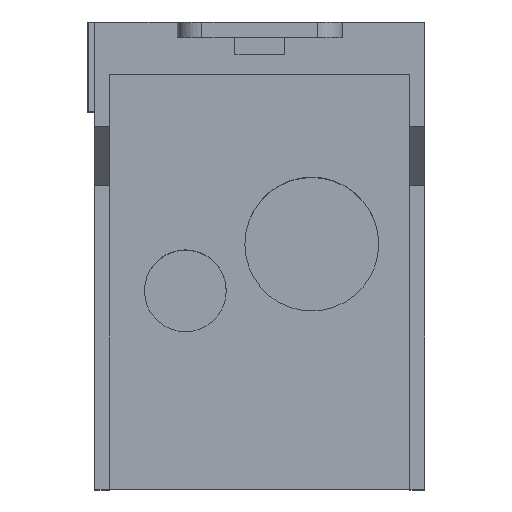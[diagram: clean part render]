
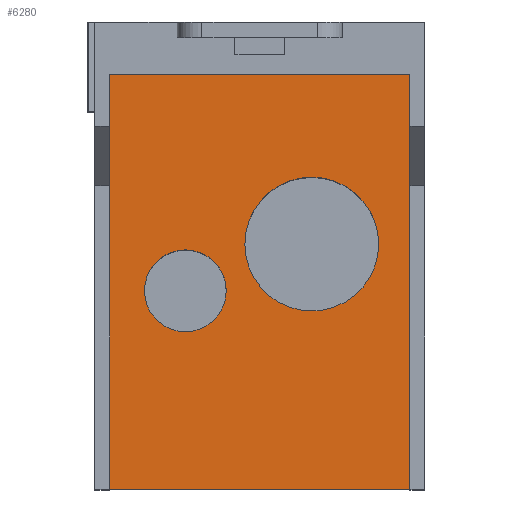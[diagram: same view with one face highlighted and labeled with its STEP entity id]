
A CAD part, top view. The second image highlights one B-rep face of the part: STEP entity #6280.
In plain terms, the highlighted planar face has unit normal (0, 0, 1).
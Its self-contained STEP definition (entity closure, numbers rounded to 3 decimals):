
#4050=CARTESIAN_POINT('POINT257',(20.32,-37.884,37.602
   ));
#4051=VERTEX_POINT('VERTEX257',#4050);
#4058=CARTESIAN_POINT('POINT258',(-2.54,-37.884,37.602
   ));
#4059=VERTEX_POINT('VERTEX258',#4058);
#4060=CARTESIAN_POINT('POS492',(8.89,-37.884,37.602));
#4061=DIRECTION('DIR669',(0.,0.,-1.));
#4062=DIRECTION('DIR670',(1.,0.,0.));
#4063=AXIS2_PLACEMENT_3D('AXIS178',#4060,#4061,#4062);
#4064=CIRCLE('ELLIPSE43',#4063,11.43);
#4065=EDGE_CURVE('EDGE371',#4059,#4051,#4064,.T.);
#4085=EDGE_CURVE('EDGE373',#4051,#4059,#4064,.T.);
#4090=CARTESIAN_POINT('POINT259',(-5.715,-45.86,
   37.602));
#4091=VERTEX_POINT('VERTEX259',#4090);
#4098=CARTESIAN_POINT('POINT260',(-19.685,-45.86,
   37.602));
#4099=VERTEX_POINT('VERTEX260',#4098);
#4100=CARTESIAN_POINT('POS496',(-12.7,-45.86,37.602))
   ;
#4101=DIRECTION('DIR675',(0.,0.,-1.));
#4102=DIRECTION('DIR676',(1.,0.,0.));
#4103=AXIS2_PLACEMENT_3D('AXIS180',#4100,#4101,#4102);
#4104=CIRCLE('ELLIPSE44',#4103,6.985);
#4105=EDGE_CURVE('EDGE375',#4099,#4091,#4104,.T.);
#4125=EDGE_CURVE('EDGE377',#4091,#4099,#4104,.T.);
#5502=CARTESIAN_POINT('POINT347',(25.654,-8.89,37.602))
   ;
#5503=VERTEX_POINT('VERTEX347',#5502);
#5511=CARTESIAN_POINT('POINT348',(-25.654,-8.89,37.602)
   );
#5512=VERTEX_POINT('VERTEX348',#5511);
#5519=CARTESIAN_POINT('POS654',(0.,-8.89,37.602));
#5520=DIRECTION('DIR875',(1.,0.,0.));
#5521=VECTOR('VEC433',#5520,25.4);
#5522=LINE('STRAIGHT433',#5519,#5521);
#5523=EDGE_CURVE('EDGE516',#5512,#5503,#5522,.T.);
#6242=ORIENTED_EDGE('COEDGE999',*,*,#4125,.T.);
#6243=ORIENTED_EDGE('COEDGE1000',*,*,#4105,.T.);
#6244=EDGE_LOOP('NONE',(#6242,#6243));
#6245=FACE_BOUND('LOOP1',#6244,.T.);
#6246=ORIENTED_EDGE('COEDGE1001',*,*,#4085,.T.);
#6247=ORIENTED_EDGE('COEDGE1002',*,*,#4065,.T.);
#6248=EDGE_LOOP('NONE',(#6246,#6247));
#6249=FACE_BOUND('LOOP1',#6248,.T.);
#6250=CARTESIAN_POINT('POINT407',(25.654,-79.756,37.602
   ));
#6251=VERTEX_POINT('VERTEX407',#6250);
#6252=CARTESIAN_POINT('POS724',(25.654,-44.323,37.602))
   ;
#6253=DIRECTION('DIR974',(0.,-1.,0.));
#6254=VECTOR('VEC474',#6253,25.4);
#6255=LINE('STRAIGHT474',#6252,#6254);
#6256=EDGE_CURVE('EDGE575',#5503,#6251,#6255,.T.);
#6257=ORIENTED_EDGE('COEDGE1003',*,*,#6256,.F.);
#6258=ORIENTED_EDGE('COEDGE1004',*,*,#5523,.F.);
#6259=CARTESIAN_POINT('POINT408',(-25.654,-79.756,
   37.602));
#6260=VERTEX_POINT('VERTEX408',#6259);
#6261=CARTESIAN_POINT('POS725',(-25.654,-44.323,37.602)
   );
#6262=DIRECTION('DIR975',(0.,1.,0.));
#6263=VECTOR('VEC475',#6262,25.4);
#6264=LINE('STRAIGHT475',#6261,#6263);
#6265=EDGE_CURVE('EDGE576',#6260,#5512,#6264,.T.);
#6266=ORIENTED_EDGE('COEDGE1005',*,*,#6265,.F.);
#6267=CARTESIAN_POINT('POS726',(14.097,-79.756,37.602))
   ;
#6268=DIRECTION('DIR976',(-1.,0.,0.));
#6269=VECTOR('VEC476',#6268,25.4);
#6270=LINE('STRAIGHT476',#6267,#6269);
#6271=EDGE_CURVE('EDGE577',#6251,#6260,#6270,.T.);
#6272=ORIENTED_EDGE('COEDGE1006',*,*,#6271,.F.);
#6273=EDGE_LOOP('NONE',(#6257,#6258,#6266,#6272));
#6274=FACE_BOUND('LOOP1',#6273,.T.);
#6275=CARTESIAN_POINT('POS727',(0.,-44.323,37.602));
#6276=DIRECTION('DIR977',(0.,0.,1.));
#6277=DIRECTION('DIR978',(1.,0.,0.));
#6278=AXIS2_PLACEMENT_3D('AXIS251',#6275,#6276,#6277);
#6279=PLANE('PLANE170',#6278);
#6280=ADVANCED_FACE('FACE220',(#6245,#6249,#6274),#6279,.T.);
